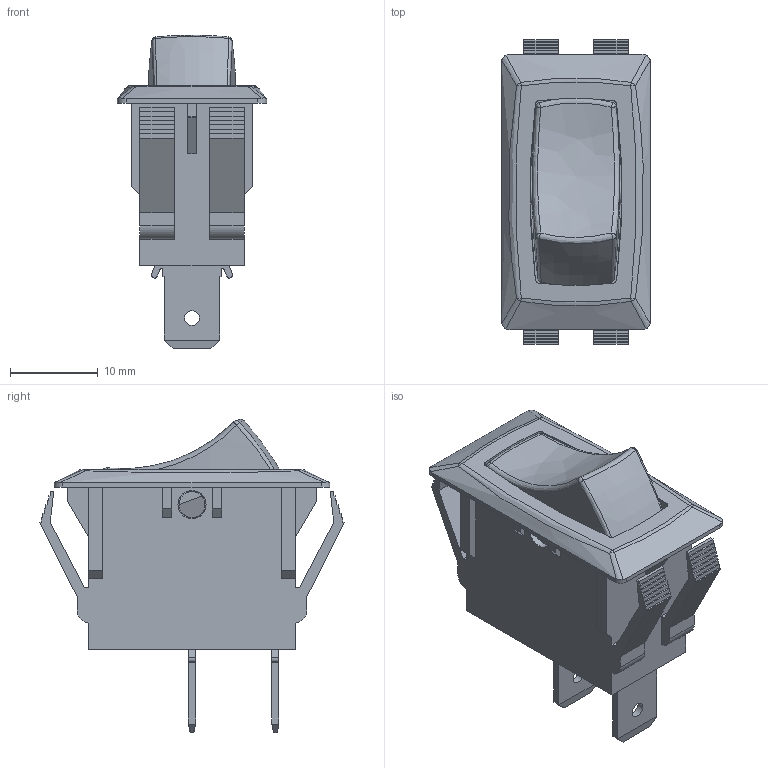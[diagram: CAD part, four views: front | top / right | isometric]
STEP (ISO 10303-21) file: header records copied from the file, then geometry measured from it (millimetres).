
FILE_DESCRIPTION(/* description */ (''),/* implementation_level */ '2;1');
FILE_NAME(/* name */ 'RSC141Dxx00.stp',/* time_stamp */ '2025-06-03T15:37:55-05:00',/* author */ ('mroman'),/* organization */ (''),/* preprocessor_version */ 'ST-DEVELOPER v18.1',/* originating_system */ 'Autodesk Inventor 2022',/* authorisation */ '');
FILE_SCHEMA (('AUTOMOTIVE_DESIGN { 1 0 10303 214 3 1 1 }'));
Length unit declared in the file: centimetre
Products named in the file (1): RSC141Dxx00
Bounding box: 17 x 34.7 x 35.73 mm (x, y, z)
Volume: 3597.5 mm3; surface area: 5715.8 mm2
Topology: 1 solids, 1 shells, 332 faces, 947 edges, 620 vertices
Faces by surface type: plane 219, bspline 53, cylinder 48, sphere 8, torus 4
Full cylindrical faces by diameter (mm): 1.7 x2, 2.95 x2, 3.2 x2
Entity records: 11784 total; most frequent: CARTESIAN_POINT 3480, ORIENTED_EDGE 1886, DIRECTION 1455, EDGE_CURVE 943, LINE 661, VECTOR 661, VERTEX_POINT 620, AXIS2_PLACEMENT_3D 397
